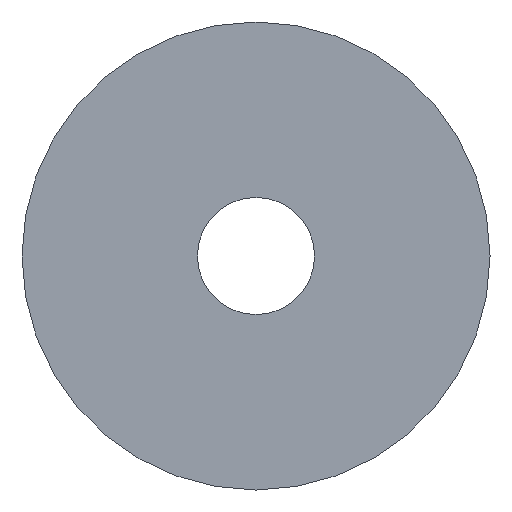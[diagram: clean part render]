
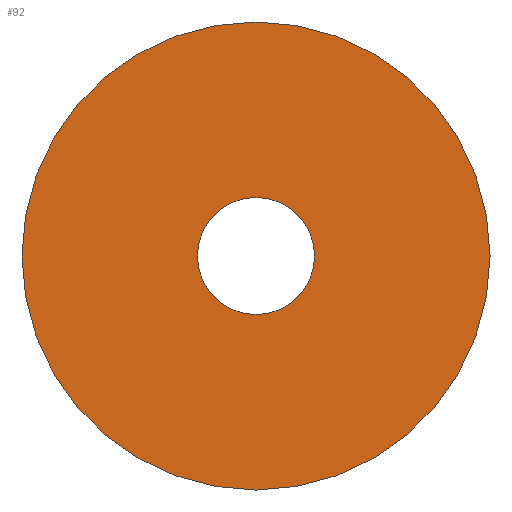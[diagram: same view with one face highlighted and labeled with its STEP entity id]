
A CAD part, front view. The second image highlights one B-rep face of the part: STEP entity #92.
In plain terms, the highlighted planar face has unit normal (0, -1, 0).
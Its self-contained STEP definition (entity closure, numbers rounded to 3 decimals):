
#16=FACE_BOUND('',#34,.T.);
#18=PLANE('',#124);
#26=FACE_OUTER_BOUND('',#33,.T.);
#33=EDGE_LOOP('',(#83));
#34=EDGE_LOOP('',(#84));
#45=CIRCLE('',#117,2.25);
#48=CIRCLE('',#122,9.);
#51=VERTEX_POINT('',#163);
#54=VERTEX_POINT('',#173);
#59=EDGE_CURVE('',#51,#51,#45,.T.);
#64=EDGE_CURVE('',#54,#54,#48,.T.);
#83=ORIENTED_EDGE('',*,*,#64,.T.);
#84=ORIENTED_EDGE('',*,*,#59,.T.);
#92=ADVANCED_FACE('',(#26,#16),#18,.F.);
#117=AXIS2_PLACEMENT_3D('',#165,#137,#138);
#122=AXIS2_PLACEMENT_3D('',#175,#149,#150);
#124=AXIS2_PLACEMENT_3D('',#177,#153,#154);
#137=DIRECTION('center_axis',(0.,1.,0.));
#138=DIRECTION('ref_axis',(1.,0.,0.));
#149=DIRECTION('center_axis',(0.,-1.,0.));
#150=DIRECTION('ref_axis',(1.,0.,0.));
#153=DIRECTION('center_axis',(0.,1.,0.));
#154=DIRECTION('ref_axis',(0.,0.,1.));
#163=CARTESIAN_POINT('',(-2.25,0.,0.));
#165=CARTESIAN_POINT('Origin',(0.,0.,0.));
#173=CARTESIAN_POINT('',(-9.,0.,0.));
#175=CARTESIAN_POINT('Origin',(0.,0.,0.));
#177=CARTESIAN_POINT('Origin',(0.,0.,0.));
